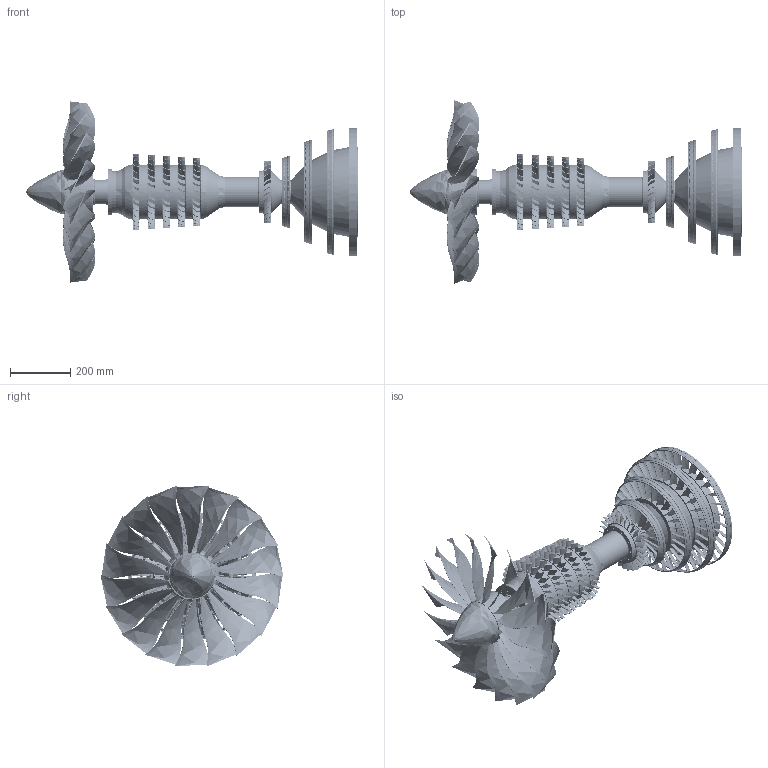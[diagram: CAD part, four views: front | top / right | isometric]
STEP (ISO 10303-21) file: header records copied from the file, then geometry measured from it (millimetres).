
FILE_DESCRIPTION(('FreeCAD Model'),'2;1');
FILE_NAME('Open CASCADE Shape Model','2025-04-27T04:38:34',('FreeCAD'),( 'FreeCAD'),'Open CASCADE STEP processor 7.6','FreeCAD','Unknown');
FILE_SCHEMA(('AUTOMOTIVE_DESIGN { 1 0 10303 214 1 1 1 1 }'));
Products named in the file (1): Open CASCADE STEP translator 7.6 1
Bounding box: 1103.56 x 609.41 x 601.79 mm (x, y, z)
Volume: 10334765.1 mm3; surface area: 3515175.2 mm2
Topology: 33 solids, 33 shells, 1943 faces, 4852 edges, 3206 vertices
Faces by surface type: bspline 1943
Entity records: 179180 total; most frequent: CARTESIAN_POINT 150099, ORIENTED_EDGE 9696, EDGE_CURVE 4848, B_SPLINE_CURVE_WITH_KNOTS 3726, VERTEX_POINT 3206, FACE_BOUND 2522, EDGE_LOOP 2522, ADVANCED_FACE 1943
